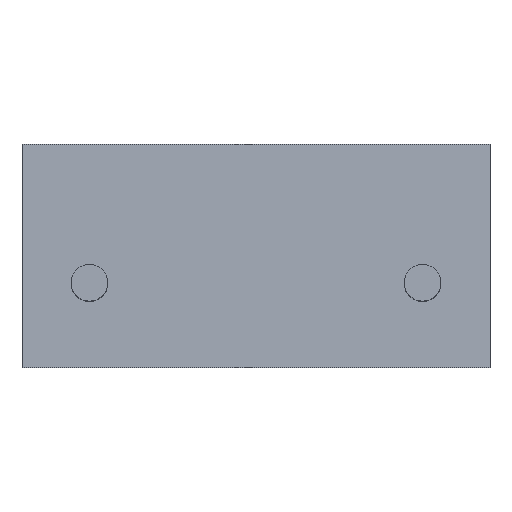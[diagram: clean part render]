
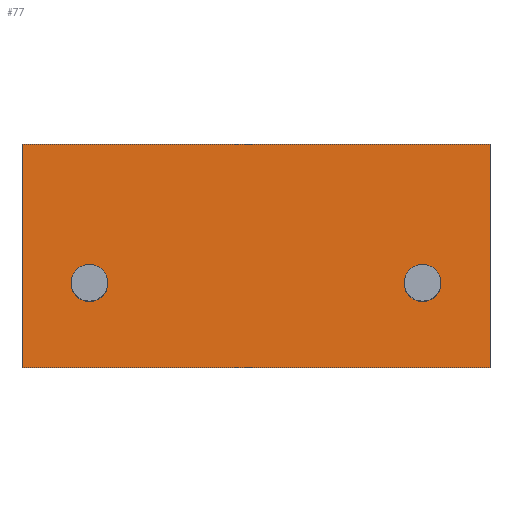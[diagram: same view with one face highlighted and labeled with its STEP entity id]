
A CAD part, left-side view. The second image highlights one B-rep face of the part: STEP entity #77.
In plain terms, the highlighted planar face has unit normal (-0.999, 0, 0.052).
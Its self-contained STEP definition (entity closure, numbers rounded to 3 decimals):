
#1 = DIRECTION ( 'NONE',  ( -0.052, 0., -0.999 ) ) ;
#3 = DIRECTION ( 'NONE',  ( -0.999, 0., 0.052 ) ) ;
#7 = ORIENTED_EDGE ( 'NONE', *, *, #238, .F. ) ;
#12 = AXIS2_PLACEMENT_3D ( 'NONE', #289, #156, #176 ) ;
#13 = VERTEX_POINT ( 'NONE', #164 ) ;
#15 = ORIENTED_EDGE ( 'NONE', *, *, #346, .F. ) ;
#23 = CARTESIAN_POINT ( 'NONE',  ( -5., -42., -20.075 ) ) ;
#26 = EDGE_CURVE ( 'NONE', #179, #300, #140, .T. ) ;
#40 = EDGE_LOOP ( 'NONE', ( #7, #233 ) ) ;
#48 = VECTOR ( 'NONE', #213, 1000. ) ;
#51 = EDGE_CURVE ( 'NONE', #280, #333, #290, .T. ) ;
#52 = FACE_BOUND ( 'NONE', #256, .T. ) ;
#56 = CIRCLE ( 'NONE', #115, 3.3 ) ;
#77 = ADVANCED_FACE ( 'NONE', ( #52, #155, #180 ), #261, .F. ) ;
#80 = CARTESIAN_POINT ( 'NONE',  ( -4.377, 29.896, -8.191 ) ) ;
#83 = CIRCLE ( 'NONE', #285, 3.3 ) ;
#85 = DIRECTION ( 'NONE',  ( 0.052, 0., 0.999 ) ) ;
#86 = VERTEX_POINT ( 'NONE', #181 ) ;
#88 = DIRECTION ( 'NONE',  ( -0.999, 0., 0.052 ) ) ;
#90 = ORIENTED_EDGE ( 'NONE', *, *, #186, .T. ) ;
#92 = DIRECTION ( 'NONE',  ( -0.999, 0., 0.052 ) ) ;
#95 = ORIENTED_EDGE ( 'NONE', *, *, #244, .F. ) ;
#99 = CARTESIAN_POINT ( 'NONE',  ( -4.204, 29.896, -4.896 ) ) ;
#100 = VECTOR ( 'NONE', #283, 1000. ) ;
#107 = EDGE_CURVE ( 'NONE', #86, #254, #56, .T. ) ;
#110 = CARTESIAN_POINT ( 'NONE',  ( -5., 42., -20.075 ) ) ;
#115 = AXIS2_PLACEMENT_3D ( 'NONE', #338, #92, #202 ) ;
#121 = DIRECTION ( 'NONE',  ( -0.052, 0., -0.999 ) ) ;
#131 = AXIS2_PLACEMENT_3D ( 'NONE', #132, #3, #1 ) ;
#132 = CARTESIAN_POINT ( 'NONE',  ( -4.204, -29.896, -4.896 ) ) ;
#140 = CIRCLE ( 'NONE', #331, 3.3 ) ;
#142 = VERTEX_POINT ( 'NONE', #152 ) ;
#152 = CARTESIAN_POINT ( 'NONE',  ( -2.896, 42., 20.075 ) ) ;
#155 = FACE_BOUND ( 'NONE', #40, .T. ) ;
#156 = DIRECTION ( 'NONE',  ( 0.999, 0., -0.052 ) ) ;
#160 = LINE ( 'NONE', #241, #48 ) ;
#164 = CARTESIAN_POINT ( 'NONE',  ( -5., 42., -20.075 ) ) ;
#165 = DIRECTION ( 'NONE',  ( -0.052, 0., -0.999 ) ) ;
#176 = DIRECTION ( 'NONE',  ( -0.052, 0., -0.999 ) ) ;
#179 = VERTEX_POINT ( 'NONE', #80 ) ;
#180 = FACE_OUTER_BOUND ( 'NONE', #281, .T. ) ;
#181 = CARTESIAN_POINT ( 'NONE',  ( -4.032, -29.896, -1.6 ) ) ;
#186 = EDGE_CURVE ( 'NONE', #13, #280, #160, .T. ) ;
#195 = LINE ( 'NONE', #110, #257 ) ;
#202 = DIRECTION ( 'NONE',  ( -0.052, 0., -0.999 ) ) ;
#213 = DIRECTION ( 'NONE',  ( 0., -1., 0. ) ) ;
#219 = DIRECTION ( 'NONE',  ( 0., -1., 0. ) ) ;
#223 = CARTESIAN_POINT ( 'NONE',  ( -4.204, 29.896, -4.896 ) ) ;
#225 = CARTESIAN_POINT ( 'NONE',  ( -4.032, 29.896, -1.6 ) ) ;
#233 = ORIENTED_EDGE ( 'NONE', *, *, #107, .F. ) ;
#238 = EDGE_CURVE ( 'NONE', #254, #86, #274, .T. ) ;
#240 = DIRECTION ( 'NONE',  ( -0.999, 0., 0.052 ) ) ;
#241 = CARTESIAN_POINT ( 'NONE',  ( -5., 42., -20.075 ) ) ;
#244 = EDGE_CURVE ( 'NONE', #142, #333, #276, .T. ) ;
#254 = VERTEX_POINT ( 'NONE', #323 ) ;
#256 = EDGE_LOOP ( 'NONE', ( #317, #15 ) ) ;
#257 = VECTOR ( 'NONE', #85, 1000. ) ;
#261 = PLANE ( 'NONE',  #12 ) ;
#266 = CARTESIAN_POINT ( 'NONE',  ( -5., -42., -20.075 ) ) ;
#268 = CARTESIAN_POINT ( 'NONE',  ( -2.896, 42., 20.075 ) ) ;
#272 = CARTESIAN_POINT ( 'NONE',  ( -2.896, -42., 20.075 ) ) ;
#274 = CIRCLE ( 'NONE', #131, 3.3 ) ;
#276 = LINE ( 'NONE', #268, #329 ) ;
#280 = VERTEX_POINT ( 'NONE', #266 ) ;
#281 = EDGE_LOOP ( 'NONE', ( #282, #95, #325, #90 ) ) ;
#282 = ORIENTED_EDGE ( 'NONE', *, *, #51, .T. ) ;
#283 = DIRECTION ( 'NONE',  ( 0.052, 0., 0.999 ) ) ;
#285 = AXIS2_PLACEMENT_3D ( 'NONE', #223, #88, #165 ) ;
#289 = CARTESIAN_POINT ( 'NONE',  ( -5., 42., -20.075 ) ) ;
#290 = LINE ( 'NONE', #23, #100 ) ;
#297 = EDGE_CURVE ( 'NONE', #13, #142, #195, .T. ) ;
#300 = VERTEX_POINT ( 'NONE', #225 ) ;
#317 = ORIENTED_EDGE ( 'NONE', *, *, #26, .F. ) ;
#323 = CARTESIAN_POINT ( 'NONE',  ( -4.377, -29.896, -8.191 ) ) ;
#325 = ORIENTED_EDGE ( 'NONE', *, *, #297, .F. ) ;
#329 = VECTOR ( 'NONE', #219, 1000. ) ;
#331 = AXIS2_PLACEMENT_3D ( 'NONE', #99, #240, #121 ) ;
#333 = VERTEX_POINT ( 'NONE', #272 ) ;
#338 = CARTESIAN_POINT ( 'NONE',  ( -4.204, -29.896, -4.896 ) ) ;
#346 = EDGE_CURVE ( 'NONE', #300, #179, #83, .T. ) ;
